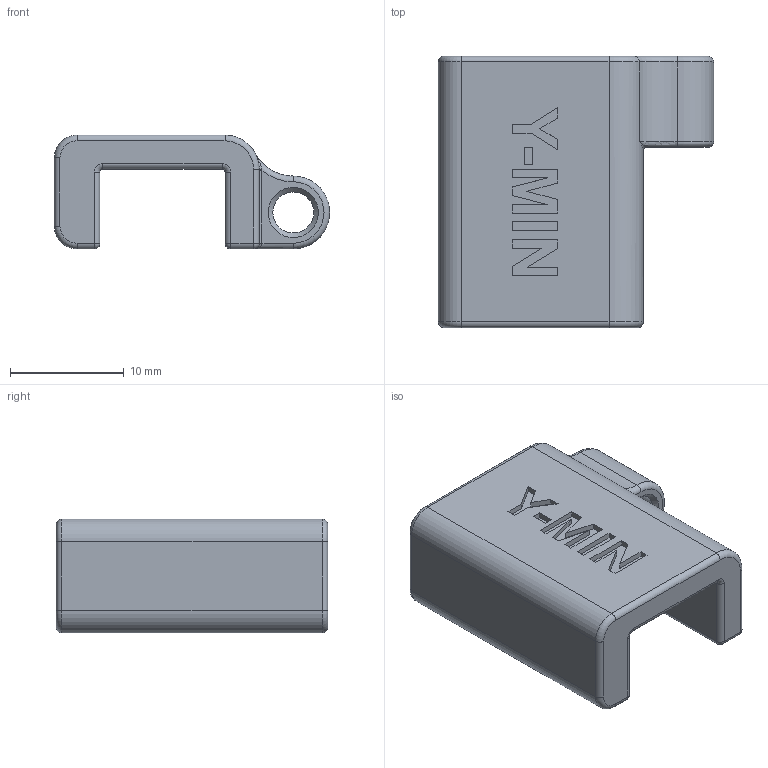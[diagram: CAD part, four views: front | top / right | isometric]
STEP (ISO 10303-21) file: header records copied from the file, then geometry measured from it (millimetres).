
FILE_DESCRIPTION(/* description */ (''),/* implementation_level */ '2;1');
FILE_NAME(/* name */ 'MP_DooKi3_SLM_XY_YMIN_V3.step',/* time_stamp */ '2024-08-07T12:39:44-04:00',/* author */ (''),/* organization */ (''),/* preprocessor_version */ 'ST-DEVELOPER v20',/* originating_system */ 'Autodesk Translation Framework v13.14.0.145',/* authorisation */ '');
FILE_SCHEMA (('AUTOMOTIVE_DESIGN { 1 0 10303 214 3 1 1 }'));
Length unit declared in the file: millimetre
Products named in the file (1): MP_DooKi3_SLM_XY_YMIN_V3
Bounding box: 24.2 x 23.85 x 10 mm (x, y, z)
Volume: 2554.3 mm3; surface area: 1992.1 mm2
Topology: 1 solids, 1 shells, 108 faces, 259 edges, 156 vertices
Faces by surface type: plane 56, cylinder 28, torus 14, sphere 5, bspline 3, cone 2
Full cylindrical faces by diameter (mm): 3.6 x1
Entity records: 3191 total; most frequent: CARTESIAN_POINT 616, DIRECTION 542, ORIENTED_EDGE 514, EDGE_CURVE 257, AXIS2_PLACEMENT_3D 183, LINE 176, VECTOR 176, VERTEX_POINT 156
